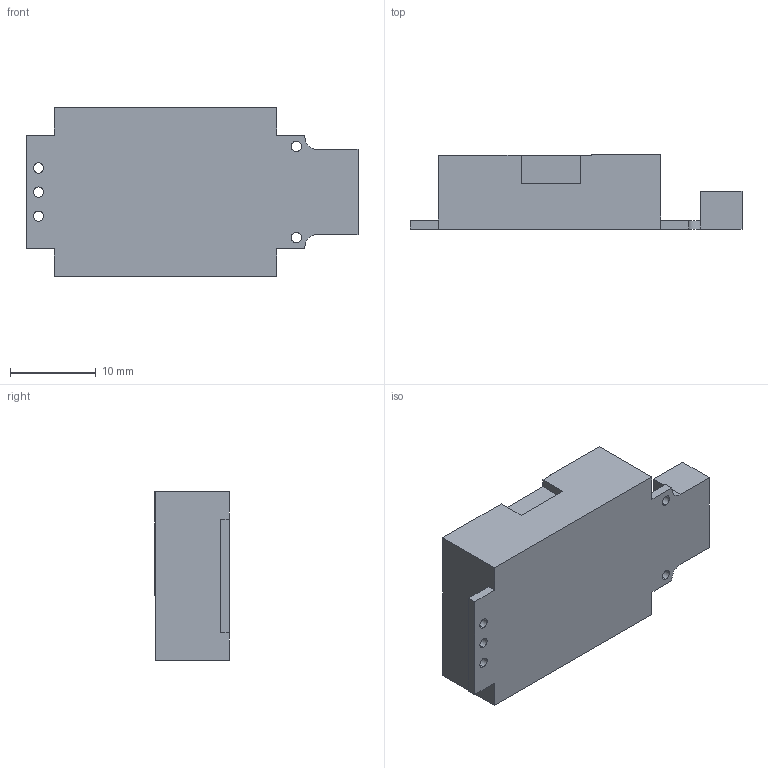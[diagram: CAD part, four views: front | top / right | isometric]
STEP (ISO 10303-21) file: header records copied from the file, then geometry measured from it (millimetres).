
FILE_DESCRIPTION (( 'STEP AP214' ), '1' );
FILE_NAME ('MH-Z19C (CO2).STEP', '2021-02-18T19:46:30', ( '' ), ( '' ), 'SwSTEP 2.0', 'SolidWorks 2020', '' );
FILE_SCHEMA (( 'AUTOMOTIVE_DESIGN' ));
Length unit declared in the file: millimetre
Products named in the file (1): MH-Z19C (CO2)
Bounding box: 38.8 x 8.7 x 19.7 mm (x, y, z)
Volume: 4681.4 mm3; surface area: 2253.7 mm2
Topology: 1 solids, 1 shells, 43 faces, 121 edges, 80 vertices
Faces by surface type: plane 29, cylinder 12, bspline 2
Entity records: 1633 total; most frequent: CARTESIAN_POINT 279, ORIENTED_EDGE 242, DIRECTION 225, EDGE_CURVE 121, VECTOR 93, LINE 93, VERTEX_POINT 80, AXIS2_PLACEMENT_3D 66
